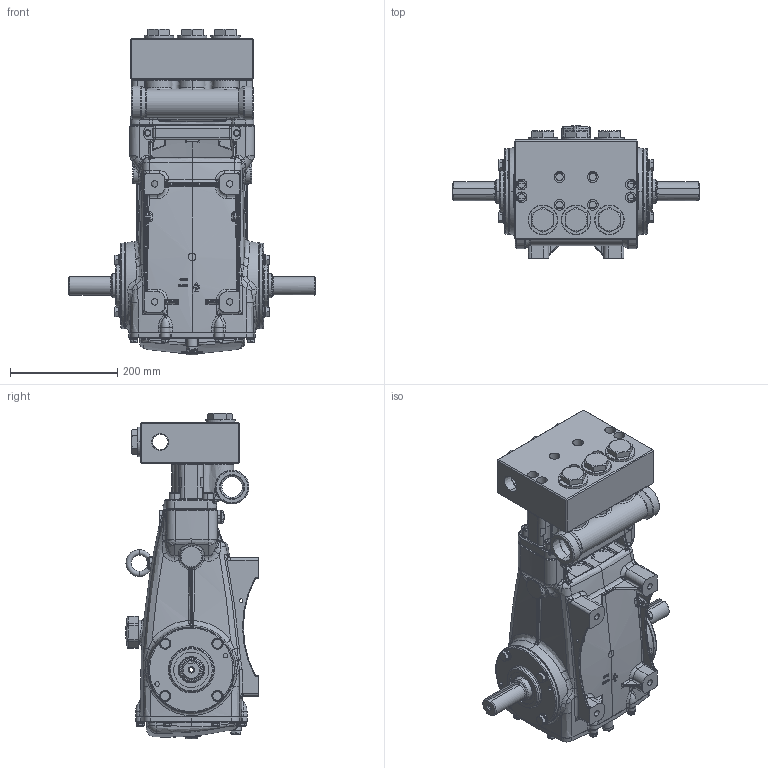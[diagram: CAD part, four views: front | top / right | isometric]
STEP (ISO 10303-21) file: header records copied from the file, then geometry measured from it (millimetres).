
FILE_DESCRIPTION (( 'STEP AP203' ), '1' );
FILE_NAME ('3570.STEP', '2020-02-04T19:22:08', ( '' ), ( '' ), 'SwSTEP 2.0', 'SolidWorks 2019', '' );
FILE_SCHEMA (( 'CONFIG_CONTROL_DESIGN' ));
Products named in the file (1): 3570
Bounding box: 460 x 247.5 x 608 mm (x, y, z)
Surface area: 885614.4 mm2 (no closed solid volume)
Topology: 0 solids, 66 shells, 2137 faces, 7292 edges, 4961 vertices
Faces by surface type: plane 672, bspline 543, cylinder 488, cone 238, torus 154, sphere 42
Entity records: 113372 total; most frequent: CARTESIAN_POINT 56628, ORIENTED_EDGE 11551, DIRECTION 10783, EDGE_CURVE 7224, VERTEX_POINT 4961, AXIS2_PLACEMENT_3D 4356, CIRCLE 2761, EDGE_LOOP 2383
